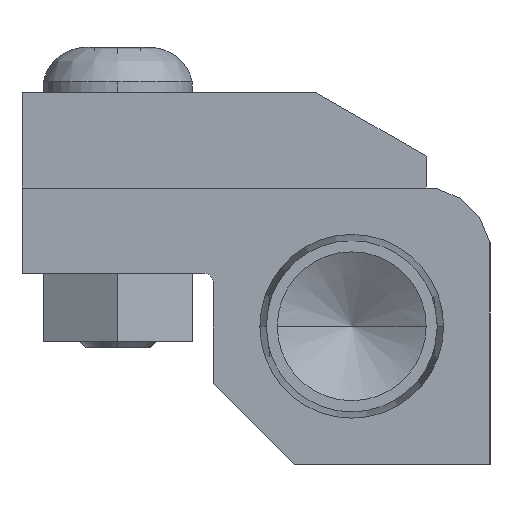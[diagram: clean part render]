
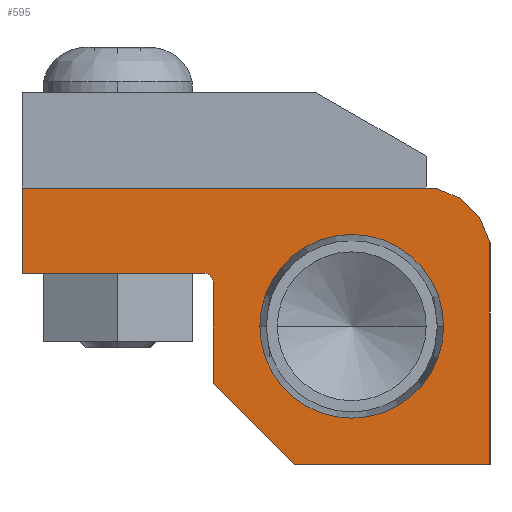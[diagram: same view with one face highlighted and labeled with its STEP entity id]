
A CAD part, left-side view. The second image highlights one B-rep face of the part: STEP entity #595.
In plain terms, the highlighted planar face has unit normal (-1, 0, 0).
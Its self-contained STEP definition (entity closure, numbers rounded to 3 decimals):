
#595=ADVANCED_FACE('',(#1384,#1385),#1386,.T.);
#1384=FACE_OUTER_BOUND('',#5059,.T.);
#1385=FACE_BOUND('',#5060,.T.);
#1386=PLANE('',#5061);
#5059=EDGE_LOOP('',(#7231,#7232,#7233,#7234,#7235,#7236,#7237,#7238,#7239,#7240,#7241,#7242));
#5060=EDGE_LOOP('',(#7243,#7244));
#5061=AXIS2_PLACEMENT_3D('',#7245,#7246,#7247);
#7231=ORIENTED_EDGE('',*,*,#8081,.F.);
#7232=ORIENTED_EDGE('',*,*,#8111,.F.);
#7233=ORIENTED_EDGE('',*,*,#8108,.F.);
#7234=ORIENTED_EDGE('',*,*,#8105,.F.);
#7235=ORIENTED_EDGE('',*,*,#8102,.F.);
#7236=ORIENTED_EDGE('',*,*,#8099,.F.);
#7237=ORIENTED_EDGE('',*,*,#8096,.F.);
#7238=ORIENTED_EDGE('',*,*,#8093,.F.);
#7239=ORIENTED_EDGE('',*,*,#8090,.F.);
#7240=ORIENTED_EDGE('',*,*,#7999,.F.);
#7241=ORIENTED_EDGE('',*,*,#8089,.F.);
#7242=ORIENTED_EDGE('',*,*,#8085,.F.);
#7243=ORIENTED_EDGE('',*,*,#8060,.T.);
#7244=ORIENTED_EDGE('',*,*,#8043,.T.);
#7245=CARTESIAN_POINT('',(-1561.56,-132.182,-8.193));
#7246=DIRECTION('',(-1.0,0.0,0.0));
#7247=DIRECTION('',(0.0,0.0,1.0));
#7999=EDGE_CURVE('',#9334,#9337,#9338,.T.);
#8043=EDGE_CURVE('',#9425,#9422,#9426,.T.);
#8060=EDGE_CURVE('',#9422,#9425,#9450,.T.);
#8081=EDGE_CURVE('',#9471,#9472,#9473,.T.);
#8085=EDGE_CURVE('',#9472,#9479,#9480,.T.);
#8089=EDGE_CURVE('',#9479,#9334,#9485,.T.);
#8090=EDGE_CURVE('',#9337,#9486,#9487,.T.);
#8093=EDGE_CURVE('',#9486,#9491,#9492,.T.);
#8096=EDGE_CURVE('',#9491,#9496,#9497,.T.);
#8099=EDGE_CURVE('',#9496,#9501,#9502,.T.);
#8102=EDGE_CURVE('',#9501,#9506,#9507,.T.);
#8105=EDGE_CURVE('',#9506,#9511,#9512,.T.);
#8108=EDGE_CURVE('',#9511,#9516,#9517,.T.);
#8111=EDGE_CURVE('',#9516,#9471,#9521,.T.);
#9334=VERTEX_POINT('',#11443);
#9337=VERTEX_POINT('',#11447);
#9338=CIRCLE('',#11448,0.787);
#9422=VERTEX_POINT('',#11553);
#9425=VERTEX_POINT('',#11557);
#9426=CIRCLE('',#11558,6.858);
#9450=CIRCLE('',#11588,6.858);
#9471=VERTEX_POINT('',#11609);
#9472=VERTEX_POINT('',#11610);
#9473=LINE('',#11611,#11612);
#9479=VERTEX_POINT('',#11621);
#9480=LINE('',#11622,#11623);
#9485=CIRCLE('',#11630,0.787);
#9486=VERTEX_POINT('',#11631);
#9487=LINE('',#11632,#11633);
#9491=VERTEX_POINT('',#11639);
#9492=LINE('',#11640,#11641);
#9496=VERTEX_POINT('',#11647);
#9497=LINE('',#11648,#11649);
#9501=VERTEX_POINT('',#11655);
#9502=LINE('',#11656,#11657);
#9506=VERTEX_POINT('',#11663);
#9507=LINE('',#11664,#11665);
#9511=VERTEX_POINT('',#11671);
#9512=LINE('',#11672,#11673);
#9516=VERTEX_POINT('',#11679);
#9517=LINE('',#11680,#11681);
#9521=LINE('',#11687,#11688);
#11443=CARTESIAN_POINT('',(-1561.56,-127.009,-6.576));
#11447=CARTESIAN_POINT('',(-1561.56,-126.452,-6.345));
#11448=AXIS2_PLACEMENT_3D('',#12809,#12810,#12811);
#11553=CARTESIAN_POINT('',(-1561.56,-130.7,-10.319));
#11557=CARTESIAN_POINT('',(-1561.56,-144.416,-10.319));
#11558=AXIS2_PLACEMENT_3D('',#12897,#12898,#12899);
#11588=AXIS2_PLACEMENT_3D('',#12935,#12936,#12937);
#11609=CARTESIAN_POINT('',(-1561.56,-133.286,-20.638));
#11610=CARTESIAN_POINT('',(-1561.56,-127.24,-14.591));
#11611=CARTESIAN_POINT('',(-1561.56,-133.286,-20.638));
#11612=VECTOR('',#12998,8.551);
#11621=CARTESIAN_POINT('',(-1561.56,-127.24,-7.132));
#11622=CARTESIAN_POINT('',(-1561.56,-127.24,-14.591));
#11623=VECTOR('',#13002,7.459);
#11630=AXIS2_PLACEMENT_3D('',#13008,#13009,#13010);
#11631=CARTESIAN_POINT('',(-1561.56,-112.952,-6.345));
#11632=CARTESIAN_POINT('',(-1561.56,-126.452,-6.345));
#11633=VECTOR('',#13011,13.5);
#11639=CARTESIAN_POINT('',(-1561.56,-112.952,0.));
#11640=CARTESIAN_POINT('',(-1561.56,-112.952,-6.345));
#11641=VECTOR('',#13014,6.345);
#11647=CARTESIAN_POINT('',(-1561.56,-143.803,0.));
#11648=CARTESIAN_POINT('',(-1561.56,-112.952,0.));
#11649=VECTOR('',#13017,30.851);
#11655=CARTESIAN_POINT('',(-1561.56,-145.663,-0.77));
#11656=CARTESIAN_POINT('',(-1561.56,-143.803,0.));
#11657=VECTOR('',#13020,2.013);
#11663=CARTESIAN_POINT('',(-1561.56,-147.1,-2.207));
#11664=CARTESIAN_POINT('',(-1561.56,-145.663,-0.77));
#11665=VECTOR('',#13023,2.032);
#11671=CARTESIAN_POINT('',(-1561.56,-147.877,-4.084));
#11672=CARTESIAN_POINT('',(-1561.56,-147.1,-2.207));
#11673=VECTOR('',#13026,2.032);
#11679=CARTESIAN_POINT('',(-1561.56,-147.877,-20.638));
#11680=CARTESIAN_POINT('',(-1561.56,-147.877,-4.084));
#11681=VECTOR('',#13029,16.553);
#11687=CARTESIAN_POINT('',(-1561.56,-147.877,-20.638));
#11688=VECTOR('',#13032,14.591);
#12809=CARTESIAN_POINT('',(-1561.56,-126.452,-7.132));
#12810=DIRECTION('',(-1.0,0.,0.));
#12811=DIRECTION('',(0.,-0.707,0.707));
#12897=CARTESIAN_POINT('',(-1561.56,-137.558,-10.319));
#12898=DIRECTION('',(1.0,0.0,0.0));
#12899=DIRECTION('',(0.0,1.0,0.0));
#12935=CARTESIAN_POINT('',(-1561.56,-137.558,-10.319));
#12936=DIRECTION('',(1.0,0.0,0.0));
#12937=DIRECTION('',(0.0,1.0,0.0));
#12998=DIRECTION('',(0.0,0.707,0.707));
#13002=DIRECTION('',(0.0,0.0,1.0));
#13008=CARTESIAN_POINT('',(-1561.56,-126.452,-7.132));
#13009=DIRECTION('',(-1.0,0.,0.));
#13010=DIRECTION('',(0.,-0.707,0.707));
#13011=DIRECTION('',(0.0,1.0,0.0));
#13014=DIRECTION('',(0.0,0.0,1.0));
#13017=DIRECTION('',(0.0,-1.0,0.0));
#13020=DIRECTION('',(0.0,-0.924,-0.383));
#13023=DIRECTION('',(0.0,-0.707,-0.707));
#13026=DIRECTION('',(0.0,-0.383,-0.924));
#13029=DIRECTION('',(0.0,0.0,-1.0));
#13032=DIRECTION('',(0.0,1.0,0.0));
